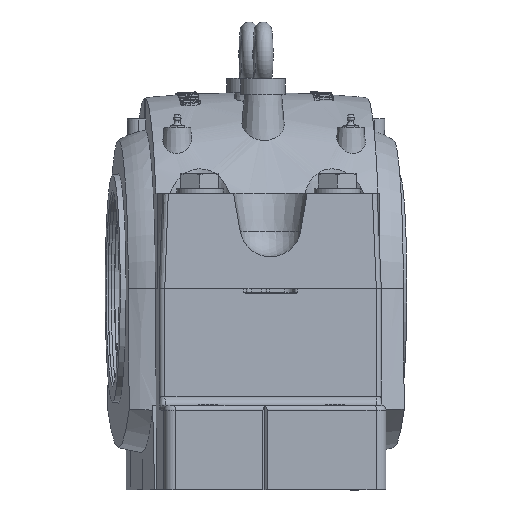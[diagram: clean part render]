
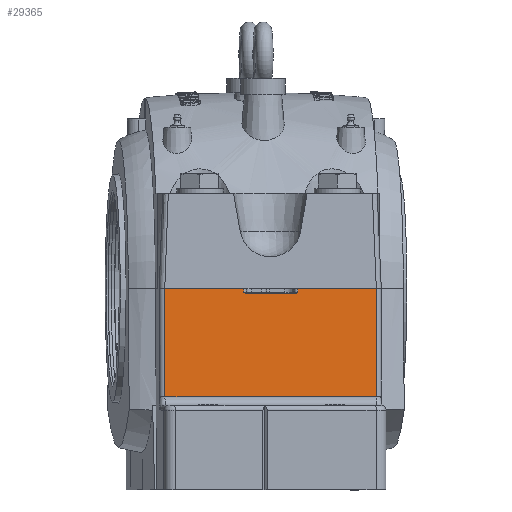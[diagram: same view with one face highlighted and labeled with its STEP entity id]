
A CAD part, left-side view. The second image highlights one B-rep face of the part: STEP entity #29365.
In plain terms, the highlighted face is planar.
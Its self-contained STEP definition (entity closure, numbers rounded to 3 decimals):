
#3012=FACE_OUTER_BOUND('',#4816,.T.);
#4816=EDGE_LOOP('',(#20185,#20186,#20187,#20188,#20189,#20190,#20191,#20192,
#20193,#20194));
#6847=B_SPLINE_CURVE_WITH_KNOTS('',3,(#45380,#45381,#45382,#45383,#45384,
#45385,#45386,#45387,#45388,#45389),.UNSPECIFIED.,.F.,.F.,(4,2,2,2,4),(-0.273,
-0.246,-0.148,0.,0.013),
 .UNSPECIFIED.);
#6848=B_SPLINE_CURVE_WITH_KNOTS('',3,(#45393,#45394,#45395,#45396,#45397,
#45398,#45399,#45400,#45401,#45402),.UNSPECIFIED.,.F.,.F.,(4,2,2,2,4),(0.,
0.042,0.198,0.434,0.455),
 .UNSPECIFIED.);
#8010=LINE('',#43962,#9953);
#8229=LINE('',#45376,#10172);
#8230=LINE('',#45378,#10173);
#8231=LINE('',#45391,#10174);
#8232=LINE('',#45404,#10175);
#8233=LINE('',#45406,#10176);
#8234=LINE('',#45407,#10177);
#8235=LINE('',#45408,#10178);
#9953=VECTOR('',#34622,200.);
#10172=VECTOR('',#35275,74.5);
#10173=VECTOR('',#35276,3.54);
#10174=VECTOR('',#35277,44.363);
#10175=VECTOR('',#35278,3.54);
#10176=VECTOR('',#35279,74.5);
#10177=VECTOR('',#35280,102.244);
#10178=VECTOR('',#35281,102.244);
#12019=VERTEX_POINT('',#43959);
#12020=VERTEX_POINT('',#43961);
#12365=VERTEX_POINT('',#45374);
#12366=VERTEX_POINT('',#45375);
#12367=VERTEX_POINT('',#45377);
#12368=VERTEX_POINT('',#45379);
#12369=VERTEX_POINT('',#45390);
#12370=VERTEX_POINT('',#45392);
#12371=VERTEX_POINT('',#45403);
#12372=VERTEX_POINT('',#45405);
#15090=EDGE_CURVE('',#12020,#12019,#8010,.F.);
#15522=EDGE_CURVE('',#12365,#12366,#8229,.T.);
#15523=EDGE_CURVE('',#12365,#12367,#8230,.F.);
#15524=EDGE_CURVE('',#12367,#12368,#6847,.F.);
#15525=EDGE_CURVE('',#12368,#12369,#8231,.T.);
#15526=EDGE_CURVE('',#12369,#12370,#6848,.T.);
#15527=EDGE_CURVE('',#12370,#12371,#8232,.F.);
#15528=EDGE_CURVE('',#12372,#12371,#8233,.T.);
#15529=EDGE_CURVE('',#12372,#12020,#8234,.F.);
#15530=EDGE_CURVE('',#12019,#12366,#8235,.T.);
#20185=ORIENTED_EDGE('',*,*,#15522,.F.);
#20186=ORIENTED_EDGE('',*,*,#15523,.T.);
#20187=ORIENTED_EDGE('',*,*,#15524,.T.);
#20188=ORIENTED_EDGE('',*,*,#15525,.T.);
#20189=ORIENTED_EDGE('',*,*,#15526,.T.);
#20190=ORIENTED_EDGE('',*,*,#15527,.T.);
#20191=ORIENTED_EDGE('',*,*,#15528,.F.);
#20192=ORIENTED_EDGE('',*,*,#15529,.T.);
#20193=ORIENTED_EDGE('',*,*,#15090,.T.);
#20194=ORIENTED_EDGE('',*,*,#15530,.T.);
#28489=PLANE('',#31633);
#29365=ADVANCED_FACE('',(#3012),#28489,.T.);
#31633=AXIS2_PLACEMENT_3D('',#45373,#35273,#35274);
#34622=DIRECTION('',(0.,1.,0.));
#35273=DIRECTION('center_axis',(-1.,0.,
0.026));
#35274=DIRECTION('ref_axis',(0.026,0.,1.));
#35275=DIRECTION('',(0.,-1.,0.));
#35276=DIRECTION('',(0.026,0.,1.));
#35277=DIRECTION('',(0.,1.,0.));
#35278=DIRECTION('',(-0.026,0.,-1.));
#35279=DIRECTION('',(0.,-1.,0.));
#35280=DIRECTION('',(0.026,0.,1.));
#35281=DIRECTION('',(0.026,0.,1.));
#43959=CARTESIAN_POINT('',(-210.676,-100.,87.791));
#43961=CARTESIAN_POINT('',(-210.676,100.,87.791));
#43962=CARTESIAN_POINT('',(-210.676,-100.,87.791));
#45373=CARTESIAN_POINT('Origin',(-208.,105.,190.));
#45374=CARTESIAN_POINT('',(-208.,-25.5,190.));
#45375=CARTESIAN_POINT('',(-208.,-100.,190.));
#45376=CARTESIAN_POINT('',(-208.,-25.5,190.));
#45377=CARTESIAN_POINT('',(-208.093,-25.5,186.461));
#45378=CARTESIAN_POINT('',(-208.093,-25.5,186.461));
#45379=CARTESIAN_POINT('',(-208.131,-22.181,185.));
#45380=CARTESIAN_POINT('Ctrl Pts',(-208.131,-22.182,
185.));
#45381=CARTESIAN_POINT('Ctrl Pts',(-208.131,-22.322,
185.));
#45382=CARTESIAN_POINT('Ctrl Pts',(-208.131,-22.463,185.011));
#45383=CARTESIAN_POINT('Ctrl Pts',(-208.128,-23.117,
185.104));
#45384=CARTESIAN_POINT('Ctrl Pts',(-208.123,-23.585,
185.296));
#45385=CARTESIAN_POINT('Ctrl Pts',(-208.111,-24.502,
185.758));
#45386=CARTESIAN_POINT('Ctrl Pts',(-208.101,-25.026,
186.125));
#45387=CARTESIAN_POINT('Ctrl Pts',(-208.093,-25.465,
186.435));
#45388=CARTESIAN_POINT('Ctrl Pts',(-208.093,-25.465,
186.436));
#45389=CARTESIAN_POINT('Ctrl Pts',(-208.093,-25.5,
186.461));
#45390=CARTESIAN_POINT('',(-208.131,22.181,185.));
#45391=CARTESIAN_POINT('',(-208.131,-22.181,185.));
#45392=CARTESIAN_POINT('',(-208.093,25.5,186.461));
#45393=CARTESIAN_POINT('Ctrl Pts',(-208.131,22.182,185.));
#45394=CARTESIAN_POINT('Ctrl Pts',(-208.131,22.322,185.));
#45395=CARTESIAN_POINT('Ctrl Pts',(-208.131,22.463,185.011));
#45396=CARTESIAN_POINT('Ctrl Pts',(-208.128,23.117,185.104));
#45397=CARTESIAN_POINT('Ctrl Pts',(-208.123,23.585,185.296));
#45398=CARTESIAN_POINT('Ctrl Pts',(-208.111,24.502,185.758));
#45399=CARTESIAN_POINT('Ctrl Pts',(-208.101,25.026,186.125));
#45400=CARTESIAN_POINT('Ctrl Pts',(-208.093,25.465,186.435));
#45401=CARTESIAN_POINT('Ctrl Pts',(-208.093,25.465,186.436));
#45402=CARTESIAN_POINT('Ctrl Pts',(-208.093,25.5,186.461));
#45403=CARTESIAN_POINT('',(-208.,25.5,190.));
#45404=CARTESIAN_POINT('',(-208.,25.5,190.));
#45405=CARTESIAN_POINT('',(-208.,100.,190.));
#45406=CARTESIAN_POINT('',(-208.,100.,190.));
#45407=CARTESIAN_POINT('',(-210.676,100.,87.791));
#45408=CARTESIAN_POINT('',(-210.676,-100.,87.791));
